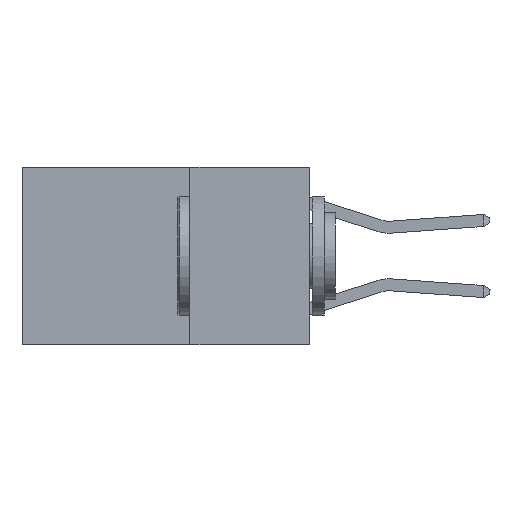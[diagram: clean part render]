
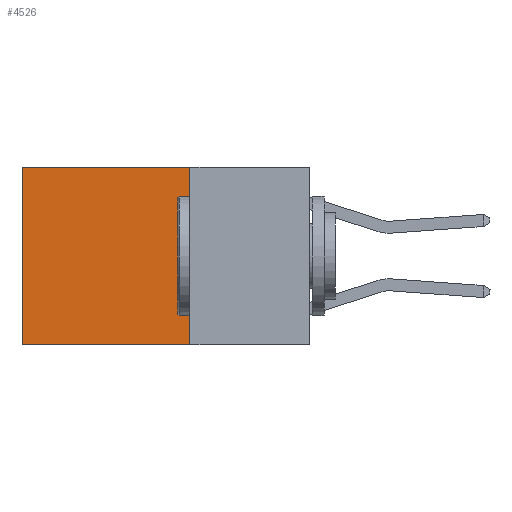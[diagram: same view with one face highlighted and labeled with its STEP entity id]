
A CAD part, left-side view. The second image highlights one B-rep face of the part: STEP entity #4526.
In plain terms, the highlighted planar face has unit normal (-1, 0, 0).
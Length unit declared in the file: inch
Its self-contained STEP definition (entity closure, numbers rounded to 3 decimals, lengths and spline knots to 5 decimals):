
#676 = CARTESIAN_POINT ( 'NONE',  ( 0.2625, 0.6, 0. ) ) ;
#798 = LINE ( 'NONE', #13631, #18160 ) ;
#839 = DIRECTION ( 'NONE',  ( 1., 0., 0. ) ) ;
#990 = VERTEX_POINT ( 'NONE', #13878 ) ;
#1275 = VERTEX_POINT ( 'NONE', #13036 ) ;
#1778 = VERTEX_POINT ( 'NONE', #4986 ) ;
#3425 = VECTOR ( 'NONE', #17931, 39.37008 ) ;
#3669 = ORIENTED_EDGE ( 'NONE', *, *, #15363, .T. ) ;
#3900 = PLANE ( 'NONE',  #9704 ) ;
#4067 = VERTEX_POINT ( 'NONE', #676 ) ;
#4191 = EDGE_CURVE ( 'NONE', #1275, #990, #5403, .T. ) ;
#4526 = ADVANCED_FACE ( 'NONE', ( #13482 ), #3900, .F. ) ;
#4986 = CARTESIAN_POINT ( 'NONE',  ( 0.2625, 0.25, 0. ) ) ;
#5403 = LINE ( 'NONE', #11029, #16141 ) ;
#5702 = LINE ( 'NONE', #10225, #16943 ) ;
#7284 = DIRECTION ( 'NONE',  ( 0., 0., -1. ) ) ;
#8154 = CARTESIAN_POINT ( 'NONE',  ( 0.2625, 0.25, 0. ) ) ;
#8701 = ORIENTED_EDGE ( 'NONE', *, *, #9811, .F. ) ;
#9192 = DIRECTION ( 'NONE',  ( 0., 1., 0. ) ) ;
#9704 = AXIS2_PLACEMENT_3D ( 'NONE', #8154, #839, #17923 ) ;
#9811 = EDGE_CURVE ( 'NONE', #1778, #1275, #15532, .T. ) ;
#9878 = ORIENTED_EDGE ( 'NONE', *, *, #4191, .F. ) ;
#10032 = EDGE_LOOP ( 'NONE', ( #3669, #9878, #8701, #12558 ) ) ;
#10225 = CARTESIAN_POINT ( 'NONE',  ( 0.2625, 0.6, 0. ) ) ;
#11029 = CARTESIAN_POINT ( 'NONE',  ( 0.2625, 0.25, -0.37 ) ) ;
#12558 = ORIENTED_EDGE ( 'NONE', *, *, #17150, .T. ) ;
#13036 = CARTESIAN_POINT ( 'NONE',  ( 0.2625, 0.25, -0.37 ) ) ;
#13482 = FACE_OUTER_BOUND ( 'NONE', #10032, .T. ) ;
#13631 = CARTESIAN_POINT ( 'NONE',  ( 0.2625, 0.25, 0. ) ) ;
#13878 = CARTESIAN_POINT ( 'NONE',  ( 0.2625, 0.6, -0.37 ) ) ;
#15363 = EDGE_CURVE ( 'NONE', #4067, #990, #5702, .T. ) ;
#15532 = LINE ( 'NONE', #16552, #3425 ) ;
#16141 = VECTOR ( 'NONE', #9192, 39.37008 ) ;
#16552 = CARTESIAN_POINT ( 'NONE',  ( 0.2625, 0.25, 0. ) ) ;
#16943 = VECTOR ( 'NONE', #7284, 39.37008 ) ;
#17150 = EDGE_CURVE ( 'NONE', #1778, #4067, #798, .T. ) ;
#17691 = DIRECTION ( 'NONE',  ( 0., 1., 0. ) ) ;
#17923 = DIRECTION ( 'NONE',  ( 0., 0., -1. ) ) ;
#17931 = DIRECTION ( 'NONE',  ( 0., 0., -1. ) ) ;
#18160 = VECTOR ( 'NONE', #17691, 39.37008 ) ;
